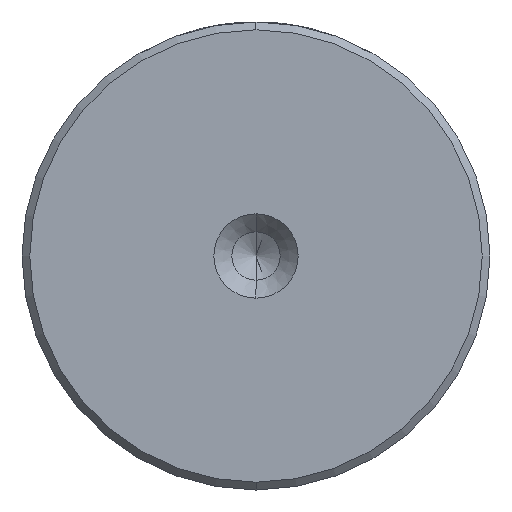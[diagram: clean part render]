
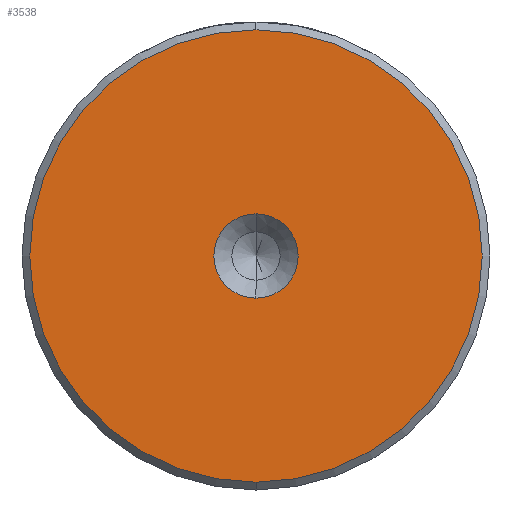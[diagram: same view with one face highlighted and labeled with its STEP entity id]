
A CAD part, left-side view. The second image highlights one B-rep face of the part: STEP entity #3538.
In plain terms, the highlighted planar face has unit normal (-1, 0, 0).
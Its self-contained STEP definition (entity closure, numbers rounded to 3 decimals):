
#17 = DIRECTION ( 'NONE',  ( -1., 0., 0. ) ) ;
#276 = DIRECTION ( 'NONE',  ( -1., 0., 0. ) ) ;
#287 = DIRECTION ( 'NONE',  ( 0., 0., 1. ) ) ;
#376 = VERTEX_POINT ( 'NONE', #2429 ) ;
#459 = CARTESIAN_POINT ( 'NONE',  ( 0., 0., -2.7 ) ) ;
#736 = FACE_BOUND ( 'NONE', #3414, .T. ) ;
#768 = EDGE_CURVE ( 'NONE', #3311, #986, #1590, .T. ) ;
#917 = EDGE_CURVE ( 'NONE', #3512, #376, #2730, .T. ) ;
#986 = VERTEX_POINT ( 'NONE', #1688 ) ;
#1032 = AXIS2_PLACEMENT_3D ( 'NONE', #1662, #17, #1937 ) ;
#1048 = ORIENTED_EDGE ( 'NONE', *, *, #1551, .F. ) ;
#1248 = AXIS2_PLACEMENT_3D ( 'NONE', #1647, #276, #287 ) ;
#1344 = CARTESIAN_POINT ( 'NONE',  ( 0., 0., 0. ) ) ;
#1431 = DIRECTION ( 'NONE',  ( -1., 0., 0. ) ) ;
#1442 = ORIENTED_EDGE ( 'NONE', *, *, #768, .F. ) ;
#1542 = DIRECTION ( 'NONE',  ( -1., 0., 0. ) ) ;
#1551 = EDGE_CURVE ( 'NONE', #986, #3311, #1971, .T. ) ;
#1590 = CIRCLE ( 'NONE', #2789, 2.7 ) ;
#1638 = DIRECTION ( 'NONE',  ( 0., 0., 1. ) ) ;
#1647 = CARTESIAN_POINT ( 'NONE',  ( 0., 0., 0. ) ) ;
#1662 = CARTESIAN_POINT ( 'NONE',  ( 0., 0., 0. ) ) ;
#1688 = CARTESIAN_POINT ( 'NONE',  ( 0., 0., 2.7 ) ) ;
#1903 = EDGE_LOOP ( 'NONE', ( #3550, #2519 ) ) ;
#1930 = PLANE ( 'NONE',  #1248 ) ;
#1937 = DIRECTION ( 'NONE',  ( 0., 0., 1. ) ) ;
#1971 = CIRCLE ( 'NONE', #2395, 2.7 ) ;
#2030 = EDGE_CURVE ( 'NONE', #376, #3512, #3264, .T. ) ;
#2395 = AXIS2_PLACEMENT_3D ( 'NONE', #1344, #3319, #1638 ) ;
#2429 = CARTESIAN_POINT ( 'NONE',  ( 0., 0., 14.5 ) ) ;
#2476 = CARTESIAN_POINT ( 'NONE',  ( 0., 0., -14.5 ) ) ;
#2519 = ORIENTED_EDGE ( 'NONE', *, *, #2030, .T. ) ;
#2730 = CIRCLE ( 'NONE', #1032, 14.5 ) ;
#2789 = AXIS2_PLACEMENT_3D ( 'NONE', #3229, #1542, #3495 ) ;
#2876 = AXIS2_PLACEMENT_3D ( 'NONE', #3133, #1431, #3399 ) ;
#3050 = FACE_OUTER_BOUND ( 'NONE', #1903, .T. ) ;
#3133 = CARTESIAN_POINT ( 'NONE',  ( 0., 0., 0. ) ) ;
#3229 = CARTESIAN_POINT ( 'NONE',  ( 0., 0., 0. ) ) ;
#3264 = CIRCLE ( 'NONE', #2876, 14.5 ) ;
#3311 = VERTEX_POINT ( 'NONE', #459 ) ;
#3319 = DIRECTION ( 'NONE',  ( -1., 0., 0. ) ) ;
#3399 = DIRECTION ( 'NONE',  ( 0., 0., 1. ) ) ;
#3414 = EDGE_LOOP ( 'NONE', ( #1048, #1442 ) ) ;
#3495 = DIRECTION ( 'NONE',  ( 0., 0., 1. ) ) ;
#3512 = VERTEX_POINT ( 'NONE', #2476 ) ;
#3538 = ADVANCED_FACE ( 'NONE', ( #3050, #736 ), #1930, .T. ) ;
#3550 = ORIENTED_EDGE ( 'NONE', *, *, #917, .T. ) ;
